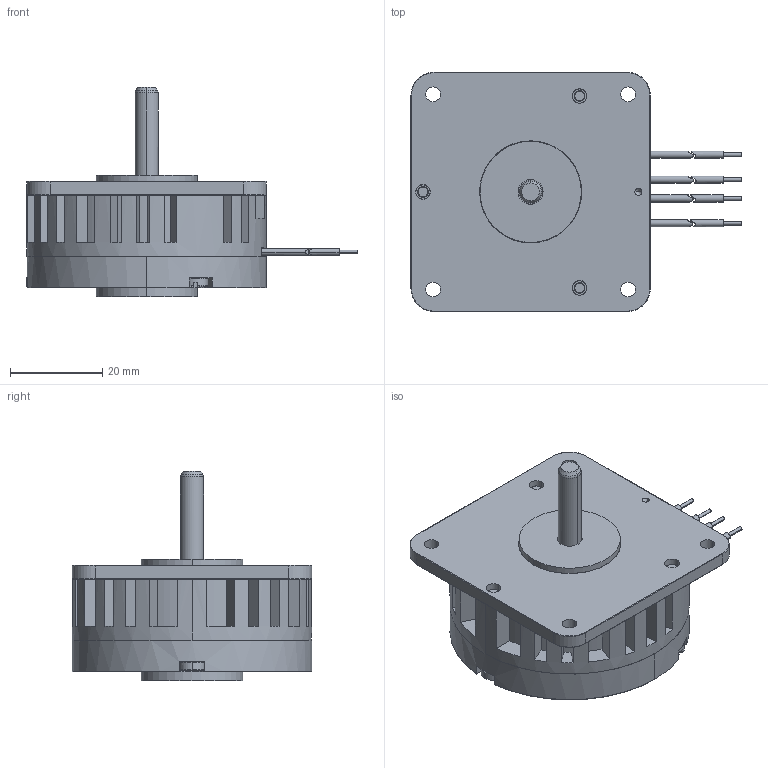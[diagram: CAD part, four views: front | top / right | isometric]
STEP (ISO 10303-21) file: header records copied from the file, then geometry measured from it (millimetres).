
FILE_DESCRIPTION((''),'2;1');
FILE_NAME('2-011-50-0017_ASM_ASM','2015-06-08T',('sandip.dhanwate'),(''),'PRO/ENGINEER BY PARAMETRIC TECHNOLOGY CORPORATION, 2014310','PRO/ENGINEER BY PARAMETRIC TECHNOLOGY CORPORATION, 2014310','');
FILE_SCHEMA(('CONFIG_CONTROL_DESIGN'));
Length unit declared in the file: millimetre
Products named in the file (10): 2-800-50-0327_1; 2-420-50-0006-Z_ASM_1_ASM; 2-800-50-0039_1; 2-800-50-0320-05_1; 2-290-50-0004_ASM_1_ASM; 2-800-50-0127_1; 09412-030-20_1; 2-011-50-0017_ASM_1_ASM; CABLES_AF0; 2-011-50-0017_ASM_ASM
Assembly tree (11 placements, depth 4):
  2-011-50-0017_ASM_ASM
    2-011-50-0017_ASM_1_ASM
      2-420-50-0006-Z_ASM_1_ASM
        2-800-50-0327_1
      2-800-50-0039_1
      2-290-50-0004_ASM_1_ASM
        2-800-50-0320-05_1
      2-800-50-0127_1
      09412-030-20_1  x3
    CABLES_AF0
Bounding box: 71.9 x 52 x 45.6 mm (x, y, z)
Volume: 49951.3 mm3; surface area: 21710.1 mm2
Topology: 15 solids, 15 shells, 385 faces, 964 edges, 637 vertices
Faces by surface type: plane 164, cylinder 161, cone 38, torus 14, extrusion 8
Entity records: 11596 total; most frequent: CARTESIAN_POINT 2488, DIRECTION 2044, ORIENTED_EDGE 1756, EDGE_CURVE 878, AXIS2_PLACEMENT_3D 808, VERTEX_POINT 581, CIRCLE 435, VECTOR 428
